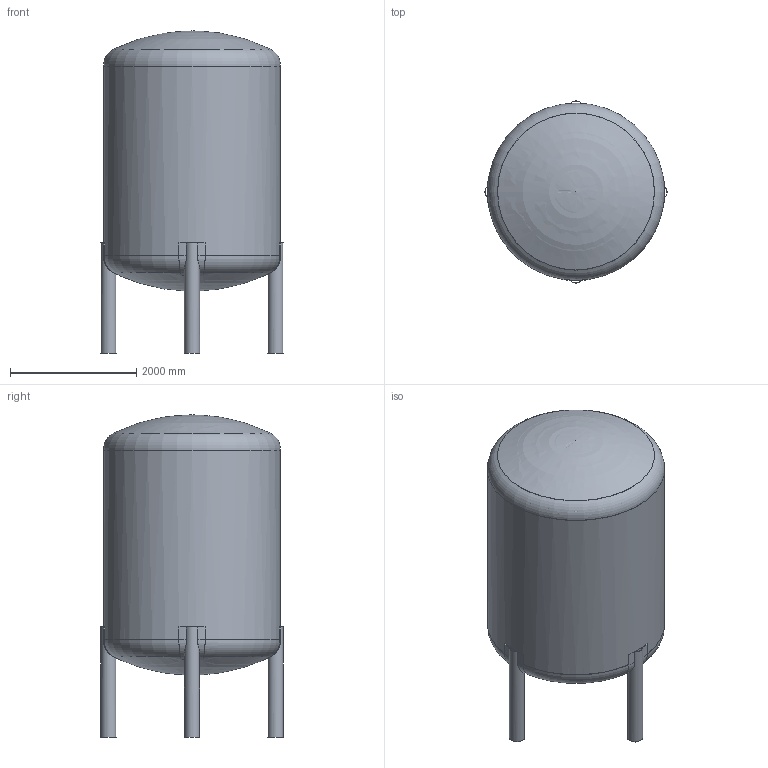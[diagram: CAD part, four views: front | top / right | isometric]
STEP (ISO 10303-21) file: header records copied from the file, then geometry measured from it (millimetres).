
FILE_DESCRIPTION((''),'2;1');
FILE_NAME('Tanque20_solido.stp','2015-09-17T12:43:33',('TECH 06'),(''),'Autodesk Inventor 2010','Autodesk Inventor 2010','');
FILE_SCHEMA(('CONFIG_CONTROL_DESIGN'));
Length unit declared in the file: millimetre
Products named in the file (1): Part2
Bounding box: 2890.1 x 2890.1 x 5116.39 mm (x, y, z)
Surface area: 93293338.5 mm2
Topology: 2 solids, 2 shells, 73 faces, 216 edges, 143 vertices
Faces by surface type: cylinder 26, torus 17, plane 16, sphere 10, bspline 4
Full cylindrical faces by diameter (mm): 234 x4, 240 x4, 2800 x1, 2808 x1
Entity records: 3534 total; most frequent: CARTESIAN_POINT 1714, DIRECTION 384, ORIENTED_EDGE 364, EDGE_CURVE 182, AXIS2_PLACEMENT_3D 168, VERTEX_POINT 126, CIRCLE 98, EDGE_LOOP 94
